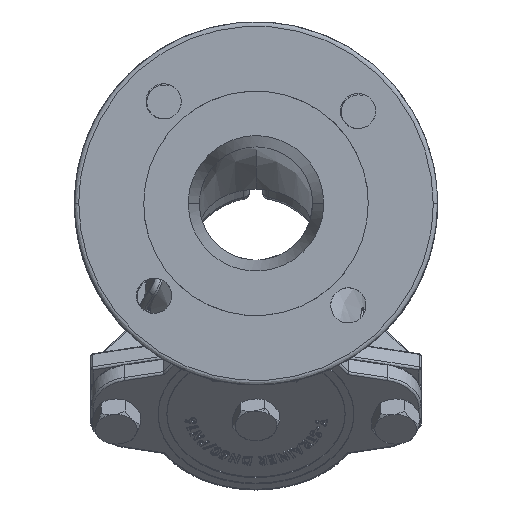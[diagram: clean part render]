
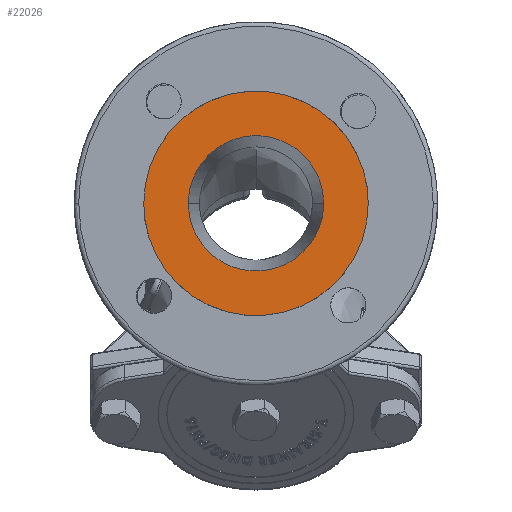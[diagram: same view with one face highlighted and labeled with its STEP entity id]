
A CAD part, top view. The second image highlights one B-rep face of the part: STEP entity #22026.
In plain terms, the highlighted free-form (B-spline) face has degree [1, 1] with [2, 2] control points.
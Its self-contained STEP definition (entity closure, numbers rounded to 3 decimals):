
#21964 = EDGE_CURVE('',#21965,#21967,#21969,.T.);
#21965 = VERTEX_POINT('',#21966);
#21966 = CARTESIAN_POINT('',(193.586,1.319,
    124.865));
#21967 = VERTEX_POINT('',#21968);
#21968 = CARTESIAN_POINT('',(313.847,1.319,
    124.865));
#21969 = B_SPLINE_CURVE_WITH_KNOTS('',3,(#21970,#21971,#21972,#21973,
    #21974,#21975,#21976,#21977,#21978,#21979,#21980,#21981,#21982,
    #21983,#21984,#21985,#21986,#21987,#21988,#21989,#21990,#21991,
    #21992,#21993,#21994,#21995,#21996,#21997,#21998,#21999,#22000,
    #22001,#22002,#22003),.UNSPECIFIED.,.F.,.F.,(4,2,2,2,2,2,2,2,2,2,2,2
    ,2,2,2,2,4),(0.25,0.281,0.313,0.344,0.375,0.406,0.438,
    0.469,0.5,0.531,0.563,0.594,0.625,0.656,0.688,0.719,0.75
    ),.UNSPECIFIED.);
#21970 = CARTESIAN_POINT('',(193.586,1.319,
    124.865));
#21971 = CARTESIAN_POINT('',(193.586,5.255,
    124.865));
#21972 = CARTESIAN_POINT('',(193.974,9.19,
    124.865));
#21973 = CARTESIAN_POINT('',(195.509,16.91,
    124.865));
#21974 = CARTESIAN_POINT('',(196.657,20.694,
    124.865));
#21975 = CARTESIAN_POINT('',(199.669,27.966,
    124.865));
#21976 = CARTESIAN_POINT('',(201.533,31.454,
    124.865));
#21977 = CARTESIAN_POINT('',(205.906,37.998,
    124.865));
#21978 = CARTESIAN_POINT('',(208.415,41.055,
    124.865));
#21979 = CARTESIAN_POINT('',(213.981,46.621,
    124.865));
#21980 = CARTESIAN_POINT('',(217.038,49.13,
    124.865));
#21981 = CARTESIAN_POINT('',(223.582,53.503,
    124.865));
#21982 = CARTESIAN_POINT('',(227.07,55.367,
    124.865));
#21983 = CARTESIAN_POINT('',(234.342,58.379,
    124.865));
#21984 = CARTESIAN_POINT('',(238.126,59.527,
    124.865));
#21985 = CARTESIAN_POINT('',(245.846,61.062,
    124.865));
#21986 = CARTESIAN_POINT('',(249.781,61.45,
    124.865));
#21987 = CARTESIAN_POINT('',(257.652,61.45,
    124.865));
#21988 = CARTESIAN_POINT('',(261.588,61.062,
    124.865));
#21989 = CARTESIAN_POINT('',(269.307,59.527,
    124.865));
#21990 = CARTESIAN_POINT('',(273.092,58.379,
    124.865));
#21991 = CARTESIAN_POINT('',(280.364,55.367,
    124.865));
#21992 = CARTESIAN_POINT('',(283.851,53.503,
    124.865));
#21993 = CARTESIAN_POINT('',(290.396,49.13,
    124.865));
#21994 = CARTESIAN_POINT('',(293.453,46.621,
    124.865));
#21995 = CARTESIAN_POINT('',(299.018,41.055,
    124.865));
#21996 = CARTESIAN_POINT('',(301.527,37.998,
    124.865));
#21997 = CARTESIAN_POINT('',(305.9,31.454,
    124.865));
#21998 = CARTESIAN_POINT('',(307.764,27.966,
    124.865));
#21999 = CARTESIAN_POINT('',(310.776,20.694,
    124.865));
#22000 = CARTESIAN_POINT('',(311.924,16.91,
    124.865));
#22001 = CARTESIAN_POINT('',(313.46,9.19,
    124.865));
#22002 = CARTESIAN_POINT('',(313.847,5.255,
    124.865));
#22003 = CARTESIAN_POINT('',(313.847,1.319,
    124.865));
#22026 = ADVANCED_FACE('',(#22027,#22049),#22089,.T.);
#22027 = FACE_BOUND('',#22028,.T.);
#22028 = EDGE_LOOP('',(#22029,#22041));
#22029 = ORIENTED_EDGE('',*,*,#22030,.F.);
#22030 = EDGE_CURVE('',#22031,#22033,#22035,.T.);
#22031 = VERTEX_POINT('',#22032);
#22032 = CARTESIAN_POINT('',(217.461,1.319,
    124.865));
#22033 = VERTEX_POINT('',#22034);
#22034 = CARTESIAN_POINT('',(289.972,1.319,
    124.865));
#22035 = ( BOUNDED_CURVE() B_SPLINE_CURVE(2,(#22036,#22037,#22038,#22039
,#22040),.UNSPECIFIED.,.F.,.F.) B_SPLINE_CURVE_WITH_KNOTS((3,2,3),(
    3.142,4.712,6.283),
.PIECEWISE_BEZIER_KNOTS.) CURVE() GEOMETRIC_REPRESENTATION_ITEM() 
RATIONAL_B_SPLINE_CURVE((1.,0.707,1.,0.707,1.)) 
REPRESENTATION_ITEM('') );
#22036 = CARTESIAN_POINT('',(217.461,1.319,
    124.865));
#22037 = CARTESIAN_POINT('',(217.461,-34.936,
    124.865));
#22038 = CARTESIAN_POINT('',(253.717,-34.936,
    124.865));
#22039 = CARTESIAN_POINT('',(289.972,-34.936,
    124.865));
#22040 = CARTESIAN_POINT('',(289.972,1.319,
    124.865));
#22041 = ORIENTED_EDGE('',*,*,#22042,.F.);
#22042 = EDGE_CURVE('',#22033,#22031,#22043,.T.);
#22043 = ( BOUNDED_CURVE() B_SPLINE_CURVE(2,(#22044,#22045,#22046,#22047
,#22048),.UNSPECIFIED.,.F.,.F.) B_SPLINE_CURVE_WITH_KNOTS((3,2,3),(0.,
1.571,3.142),.PIECEWISE_BEZIER_KNOTS.) CURVE() 
GEOMETRIC_REPRESENTATION_ITEM() RATIONAL_B_SPLINE_CURVE((1.,
0.707,1.,0.707,1.)) REPRESENTATION_ITEM('') );
#22044 = CARTESIAN_POINT('',(289.972,1.319,
    124.865));
#22045 = CARTESIAN_POINT('',(289.972,37.575,
    124.865));
#22046 = CARTESIAN_POINT('',(253.717,37.575,
    124.865));
#22047 = CARTESIAN_POINT('',(217.461,37.575,
    124.865));
#22048 = CARTESIAN_POINT('',(217.461,1.319,
    124.865));
#22049 = FACE_BOUND('',#22050,.T.);
#22050 = EDGE_LOOP('',(#22051,#22052));
#22051 = ORIENTED_EDGE('',*,*,#21964,.F.);
#22052 = ORIENTED_EDGE('',*,*,#22053,.F.);
#22053 = EDGE_CURVE('',#21967,#21965,#22054,.T.);
#22054 = B_SPLINE_CURVE_WITH_KNOTS('',3,(#22055,#22056,#22057,#22058,
    #22059,#22060,#22061,#22062,#22063,#22064,#22065,#22066,#22067,
    #22068,#22069,#22070,#22071,#22072,#22073,#22074,#22075,#22076,
    #22077,#22078,#22079,#22080,#22081,#22082,#22083,#22084,#22085,
    #22086,#22087,#22088),.UNSPECIFIED.,.F.,.F.,(4,2,2,2,2,2,2,2,2,2,2,2
    ,2,2,2,2,4),(0.75,0.781,0.813,0.844,0.875,0.906,0.938,
    0.969,1.,1.031,1.063,1.094,1.125,1.156,1.188,1.219,1.25)
  ,.UNSPECIFIED.);
#22055 = CARTESIAN_POINT('',(313.847,1.319,
    124.865));
#22056 = CARTESIAN_POINT('',(313.847,-2.616,
    124.865));
#22057 = CARTESIAN_POINT('',(313.46,-6.552,
    124.865));
#22058 = CARTESIAN_POINT('',(311.924,-14.271,
    124.865));
#22059 = CARTESIAN_POINT('',(310.776,-18.056,
    124.865));
#22060 = CARTESIAN_POINT('',(307.764,-25.328,
    124.865));
#22061 = CARTESIAN_POINT('',(305.9,-28.815,
    124.865));
#22062 = CARTESIAN_POINT('',(301.527,-35.36,
    124.865));
#22063 = CARTESIAN_POINT('',(299.018,-38.417,
    124.865));
#22064 = CARTESIAN_POINT('',(293.453,-43.982,
    124.865));
#22065 = CARTESIAN_POINT('',(290.396,-46.491,
    124.865));
#22066 = CARTESIAN_POINT('',(283.851,-50.864,
    124.865));
#22067 = CARTESIAN_POINT('',(280.364,-52.728,
    124.865));
#22068 = CARTESIAN_POINT('',(273.092,-55.74,
    124.865));
#22069 = CARTESIAN_POINT('',(269.307,-56.888,
    124.865));
#22070 = CARTESIAN_POINT('',(261.588,-58.424,
    124.865));
#22071 = CARTESIAN_POINT('',(257.652,-58.811,
    124.865));
#22072 = CARTESIAN_POINT('',(249.781,-58.811,
    124.865));
#22073 = CARTESIAN_POINT('',(245.846,-58.424,
    124.865));
#22074 = CARTESIAN_POINT('',(238.126,-56.888,
    124.865));
#22075 = CARTESIAN_POINT('',(234.342,-55.74,
    124.865));
#22076 = CARTESIAN_POINT('',(227.07,-52.728,
    124.865));
#22077 = CARTESIAN_POINT('',(223.582,-50.864,
    124.865));
#22078 = CARTESIAN_POINT('',(217.038,-46.491,
    124.865));
#22079 = CARTESIAN_POINT('',(213.981,-43.982,
    124.865));
#22080 = CARTESIAN_POINT('',(208.415,-38.417,124.865
    ));
#22081 = CARTESIAN_POINT('',(205.906,-35.36,
    124.865));
#22082 = CARTESIAN_POINT('',(201.533,-28.815,
    124.865));
#22083 = CARTESIAN_POINT('',(199.669,-25.328,
    124.865));
#22084 = CARTESIAN_POINT('',(196.657,-18.056,
    124.865));
#22085 = CARTESIAN_POINT('',(195.509,-14.271,
    124.865));
#22086 = CARTESIAN_POINT('',(193.974,-6.552,
    124.865));
#22087 = CARTESIAN_POINT('',(193.586,-2.616,
    124.865));
#22088 = CARTESIAN_POINT('',(193.586,1.319,
    124.865));
#22089 = B_SPLINE_SURFACE_WITH_KNOTS('',1,1,(
    (#22090,#22091)
    ,(#22092,#22093
    )),.UNSPECIFIED.,.F.,.F.,.F.,(2,2),(2,2),(0.,
    102.),(-51.,51.),
  .PIECEWISE_BEZIER_KNOTS.);
#22090 = CARTESIAN_POINT('',(193.586,61.45,
    124.865));
#22091 = CARTESIAN_POINT('',(313.847,61.45,
    124.865));
#22092 = CARTESIAN_POINT('',(193.586,-58.811,
    124.865));
#22093 = CARTESIAN_POINT('',(313.847,-58.811,
    124.865));
